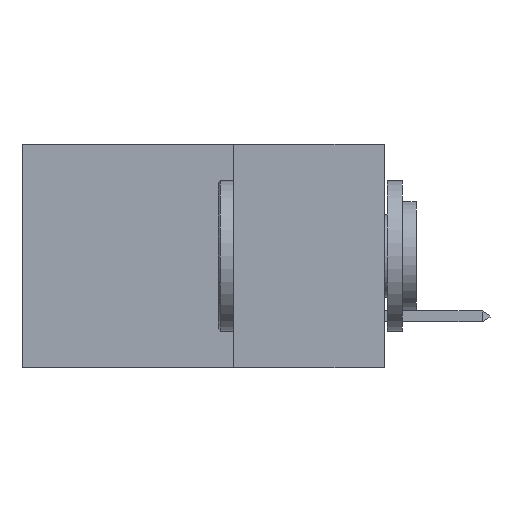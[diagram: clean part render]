
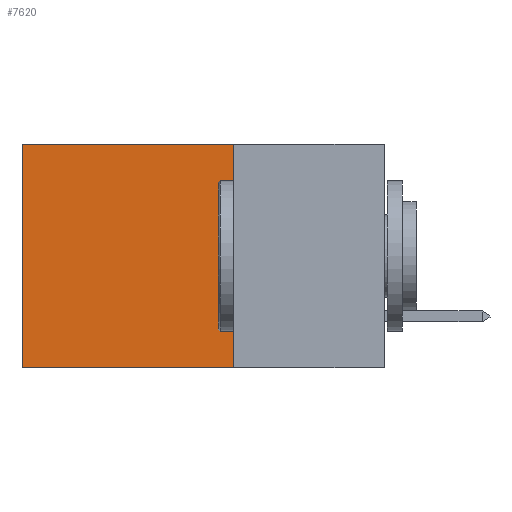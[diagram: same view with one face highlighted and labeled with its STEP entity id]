
A CAD part, left-side view. The second image highlights one B-rep face of the part: STEP entity #7620.
In plain terms, the highlighted planar face has unit normal (-1, 0, 0).
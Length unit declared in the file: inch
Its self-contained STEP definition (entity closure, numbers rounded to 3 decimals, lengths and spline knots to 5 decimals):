
#283 = LINE ( 'NONE', #5375, #2328 ) ;
#308 = DIRECTION ( 'NONE',  ( 0., 1., 0. ) ) ;
#309 = CARTESIAN_POINT ( 'NONE',  ( 0.2875, 0.25, -0.37 ) ) ;
#376 = CARTESIAN_POINT ( 'NONE',  ( 0.2875, 0.6, -0.37 ) ) ;
#1002 = CARTESIAN_POINT ( 'NONE',  ( 0.2875, 0.6, 0. ) ) ;
#1316 = EDGE_CURVE ( 'NONE', #10624, #5603, #3818, .T. ) ;
#1530 = ORIENTED_EDGE ( 'NONE', *, *, #3103, .F. ) ;
#1559 = VECTOR ( 'NONE', #2886, 39.37008 ) ;
#1963 = LINE ( 'NONE', #6621, #10443 ) ;
#2046 = LINE ( 'NONE', #309, #8447 ) ;
#2328 = VECTOR ( 'NONE', #9478, 39.37008 ) ;
#2639 = VERTEX_POINT ( 'NONE', #8095 ) ;
#2886 = DIRECTION ( 'NONE',  ( 0., 0., -1. ) ) ;
#2919 = EDGE_LOOP ( 'NONE', ( #7737, #1530, #3789, #6019 ) ) ;
#3103 = EDGE_CURVE ( 'NONE', #5191, #5603, #2046, .T. ) ;
#3547 = EDGE_CURVE ( 'NONE', #2639, #5191, #1963, .T. ) ;
#3789 = ORIENTED_EDGE ( 'NONE', *, *, #3547, .F. ) ;
#3818 = LINE ( 'NONE', #8673, #1559 ) ;
#4809 = CARTESIAN_POINT ( 'NONE',  ( 0.2875, 0.25, -0.37 ) ) ;
#4892 = DIRECTION ( 'NONE',  ( 1., 0., 0. ) ) ;
#5191 = VERTEX_POINT ( 'NONE', #4809 ) ;
#5375 = CARTESIAN_POINT ( 'NONE',  ( 0.2875, 0.25, 0. ) ) ;
#5603 = VERTEX_POINT ( 'NONE', #376 ) ;
#5980 = DIRECTION ( 'NONE',  ( 0., 0., -1. ) ) ;
#6019 = ORIENTED_EDGE ( 'NONE', *, *, #10104, .T. ) ;
#6450 = PLANE ( 'NONE',  #9451 ) ;
#6621 = CARTESIAN_POINT ( 'NONE',  ( 0.2875, 0.25, 0. ) ) ;
#7620 = ADVANCED_FACE ( 'NONE', ( #8738 ), #6450, .F. ) ;
#7737 = ORIENTED_EDGE ( 'NONE', *, *, #1316, .T. ) ;
#8095 = CARTESIAN_POINT ( 'NONE',  ( 0.2875, 0.25, 0. ) ) ;
#8447 = VECTOR ( 'NONE', #308, 39.37008 ) ;
#8673 = CARTESIAN_POINT ( 'NONE',  ( 0.2875, 0.6, 0. ) ) ;
#8738 = FACE_OUTER_BOUND ( 'NONE', #2919, .T. ) ;
#9451 = AXIS2_PLACEMENT_3D ( 'NONE', #9807, #4892, #10562 ) ;
#9478 = DIRECTION ( 'NONE',  ( 0., 1., 0. ) ) ;
#9807 = CARTESIAN_POINT ( 'NONE',  ( 0.2875, 0.25, 0. ) ) ;
#10104 = EDGE_CURVE ( 'NONE', #2639, #10624, #283, .T. ) ;
#10443 = VECTOR ( 'NONE', #5980, 39.37008 ) ;
#10562 = DIRECTION ( 'NONE',  ( 0., 0., -1. ) ) ;
#10624 = VERTEX_POINT ( 'NONE', #1002 ) ;
